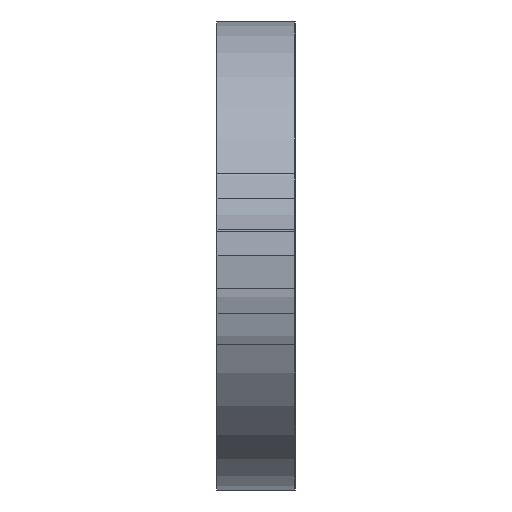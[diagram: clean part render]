
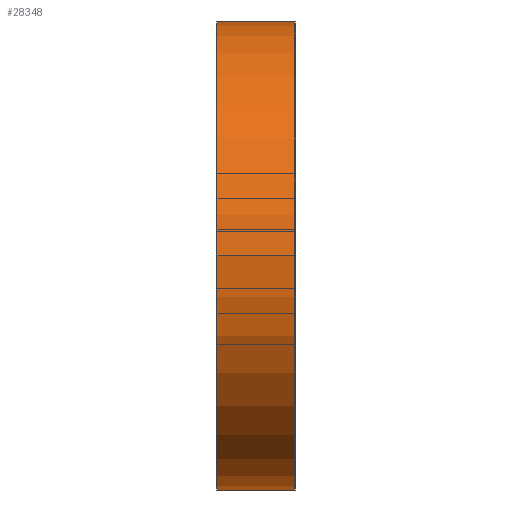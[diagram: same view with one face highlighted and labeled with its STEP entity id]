
A CAD part, left-side view. The second image highlights one B-rep face of the part: STEP entity #28348.
In plain terms, the highlighted cylindrical face has radius 38.1 mm (diameter 76.2 mm), a partial arc.
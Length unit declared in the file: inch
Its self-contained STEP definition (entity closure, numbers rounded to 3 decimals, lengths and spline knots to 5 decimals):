
#3464 = CARTESIAN_POINT ( 'NONE',  ( -9.55006, 0., 1.5 ) ) ;
#4307 = EDGE_LOOP ( 'NONE', ( #11923, #11794, #16884, #18534 ) ) ;
#4357 = CARTESIAN_POINT ( 'NONE',  ( -9.55006, 0.5, -1.5 ) ) ;
#5471 = CARTESIAN_POINT ( 'NONE',  ( -9.55006, 0.5, 1.5 ) ) ;
#5530 = EDGE_CURVE ( 'NONE', #22449, #10834, #17567, .T. ) ;
#5542 = FACE_OUTER_BOUND ( 'NONE', #4307, .T. ) ;
#6206 = DIRECTION ( 'NONE',  ( 0., 0., -1. ) ) ;
#6400 = AXIS2_PLACEMENT_3D ( 'NONE', #12025, #27623, #14244 ) ;
#8413 = CARTESIAN_POINT ( 'NONE',  ( -9.55006, 0.5, 0. ) ) ;
#8484 = AXIS2_PLACEMENT_3D ( 'NONE', #12139, #27770, #14391 ) ;
#9678 = CARTESIAN_POINT ( 'NONE',  ( -9.55006, 0.5, -1.5 ) ) ;
#10834 = VERTEX_POINT ( 'NONE', #3464 ) ;
#11332 = EDGE_CURVE ( 'NONE', #15567, #10834, #27163, .T. ) ;
#11350 = VECTOR ( 'NONE', #23047, 39.37008 ) ;
#11794 = ORIENTED_EDGE ( 'NONE', *, *, #11332, .F. ) ;
#11923 = ORIENTED_EDGE ( 'NONE', *, *, #5530, .T. ) ;
#12025 = CARTESIAN_POINT ( 'NONE',  ( -9.55006, 0.5, 0. ) ) ;
#12063 = LINE ( 'NONE', #9678, #11350 ) ;
#12139 = CARTESIAN_POINT ( 'NONE',  ( -9.55006, 0., 0. ) ) ;
#14244 = DIRECTION ( 'NONE',  ( 0., 0., 1. ) ) ;
#14391 = DIRECTION ( 'NONE',  ( 0., 0., 1. ) ) ;
#15121 = DIRECTION ( 'NONE',  ( 0., -1., 0. ) ) ;
#15567 = VERTEX_POINT ( 'NONE', #21947 ) ;
#16884 = ORIENTED_EDGE ( 'NONE', *, *, #26073, .F. ) ;
#17567 = CIRCLE ( 'NONE', #8484, 1.5 ) ;
#18468 = CIRCLE ( 'NONE', #6400, 1.5 ) ;
#18534 = ORIENTED_EDGE ( 'NONE', *, *, #19779, .T. ) ;
#19779 = EDGE_CURVE ( 'NONE', #21379, #22449, #12063, .T. ) ;
#21206 = VECTOR ( 'NONE', #25490, 39.37008 ) ;
#21379 = VERTEX_POINT ( 'NONE', #4357 ) ;
#21947 = CARTESIAN_POINT ( 'NONE',  ( -9.55006, 0.5, 1.5 ) ) ;
#22449 = VERTEX_POINT ( 'NONE', #26666 ) ;
#23047 = DIRECTION ( 'NONE',  ( 0., -1., 0. ) ) ;
#25490 = DIRECTION ( 'NONE',  ( 0., -1., 0. ) ) ;
#26073 = EDGE_CURVE ( 'NONE', #21379, #15567, #18468, .T. ) ;
#26666 = CARTESIAN_POINT ( 'NONE',  ( -9.55006, 0., -1.5 ) ) ;
#27131 = CYLINDRICAL_SURFACE ( 'NONE', #27352, 1.5 ) ;
#27163 = LINE ( 'NONE', #5471, #21206 ) ;
#27352 = AXIS2_PLACEMENT_3D ( 'NONE', #8413, #15121, #6206 ) ;
#27623 = DIRECTION ( 'NONE',  ( 0., 1., 0. ) ) ;
#27770 = DIRECTION ( 'NONE',  ( 0., 1., 0. ) ) ;
#28348 = ADVANCED_FACE ( 'NONE', ( #5542 ), #27131, .T. ) ;
